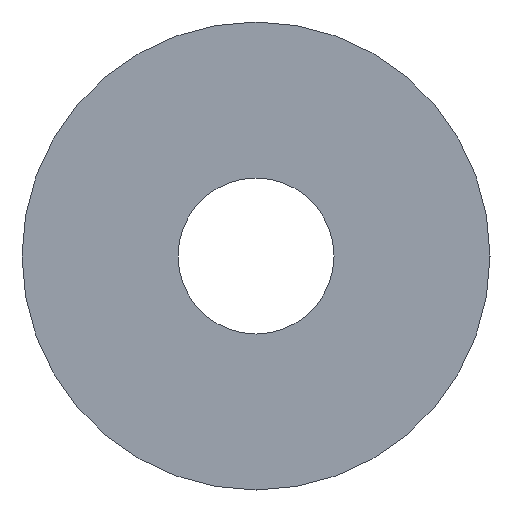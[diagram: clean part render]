
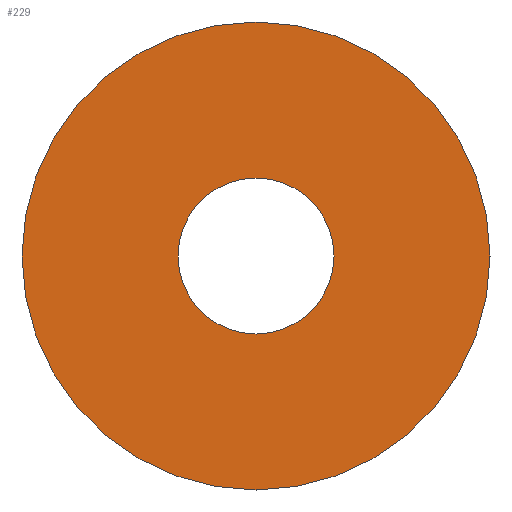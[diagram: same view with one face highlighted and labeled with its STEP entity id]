
A CAD part, front view. The second image highlights one B-rep face of the part: STEP entity #229.
In plain terms, the highlighted planar face has unit normal (0, -1, 0).
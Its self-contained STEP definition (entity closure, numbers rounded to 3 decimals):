
#4 = VERTEX_POINT ( 'NONE', #33 ) ;
#5 = CARTESIAN_POINT ( 'NONE',  ( 0., 0., 7.5 ) ) ;
#9 = DIRECTION ( 'NONE',  ( 0., 0., -1. ) ) ;
#24 = EDGE_CURVE ( 'NONE', #356, #224, #54, .T. ) ;
#33 = CARTESIAN_POINT ( 'NONE',  ( 0., 0., -7.5 ) ) ;
#46 = DIRECTION ( 'NONE',  ( 0., 0., -1. ) ) ;
#47 = CARTESIAN_POINT ( 'NONE',  ( 0., 0., 0. ) ) ;
#54 = CIRCLE ( 'NONE', #297, 2.5 ) ;
#64 = ORIENTED_EDGE ( 'NONE', *, *, #134, .T. ) ;
#84 = FACE_BOUND ( 'NONE', #342, .T. ) ;
#98 = DIRECTION ( 'NONE',  ( 0., -1., 0. ) ) ;
#105 = ORIENTED_EDGE ( 'NONE', *, *, #24, .F. ) ;
#110 = CARTESIAN_POINT ( 'NONE',  ( 0., 0., 0. ) ) ;
#114 = DIRECTION ( 'NONE',  ( 0., -1., 0. ) ) ;
#125 = DIRECTION ( 'NONE',  ( 0., 0., -1. ) ) ;
#134 = EDGE_CURVE ( 'NONE', #4, #257, #372, .T. ) ;
#156 = DIRECTION ( 'NONE',  ( 0., -1., 0. ) ) ;
#165 = AXIS2_PLACEMENT_3D ( 'NONE', #351, #170, #180 ) ;
#170 = DIRECTION ( 'NONE',  ( 0., 1., 0. ) ) ;
#172 = FACE_OUTER_BOUND ( 'NONE', #371, .T. ) ;
#179 = DIRECTION ( 'NONE',  ( 0., -1., 0. ) ) ;
#180 = DIRECTION ( 'NONE',  ( 0., 0., 1. ) ) ;
#186 = AXIS2_PLACEMENT_3D ( 'NONE', #110, #114, #232 ) ;
#203 = AXIS2_PLACEMENT_3D ( 'NONE', #47, #156, #125 ) ;
#218 = AXIS2_PLACEMENT_3D ( 'NONE', #303, #98, #46 ) ;
#224 = VERTEX_POINT ( 'NONE', #349 ) ;
#229 = ADVANCED_FACE ( 'NONE', ( #84, #172 ), #328, .F. ) ;
#232 = DIRECTION ( 'NONE',  ( 0., 0., -1. ) ) ;
#241 = CARTESIAN_POINT ( 'NONE',  ( 0., 0., 2.5 ) ) ;
#253 = CIRCLE ( 'NONE', #218, 2.5 ) ;
#257 = VERTEX_POINT ( 'NONE', #5 ) ;
#284 = EDGE_CURVE ( 'NONE', #257, #4, #306, .T. ) ;
#293 = ORIENTED_EDGE ( 'NONE', *, *, #335, .F. ) ;
#297 = AXIS2_PLACEMENT_3D ( 'NONE', #323, #179, #9 ) ;
#303 = CARTESIAN_POINT ( 'NONE',  ( 0., 0., 0. ) ) ;
#306 = CIRCLE ( 'NONE', #186, 7.5 ) ;
#323 = CARTESIAN_POINT ( 'NONE',  ( 0., 0., 0. ) ) ;
#328 = PLANE ( 'NONE',  #165 ) ;
#335 = EDGE_CURVE ( 'NONE', #224, #356, #253, .T. ) ;
#342 = EDGE_LOOP ( 'NONE', ( #293, #105 ) ) ;
#348 = ORIENTED_EDGE ( 'NONE', *, *, #284, .T. ) ;
#349 = CARTESIAN_POINT ( 'NONE',  ( 0., 0., -2.5 ) ) ;
#351 = CARTESIAN_POINT ( 'NONE',  ( -7.5, 0., 0. ) ) ;
#356 = VERTEX_POINT ( 'NONE', #241 ) ;
#371 = EDGE_LOOP ( 'NONE', ( #64, #348 ) ) ;
#372 = CIRCLE ( 'NONE', #203, 7.5 ) ;
